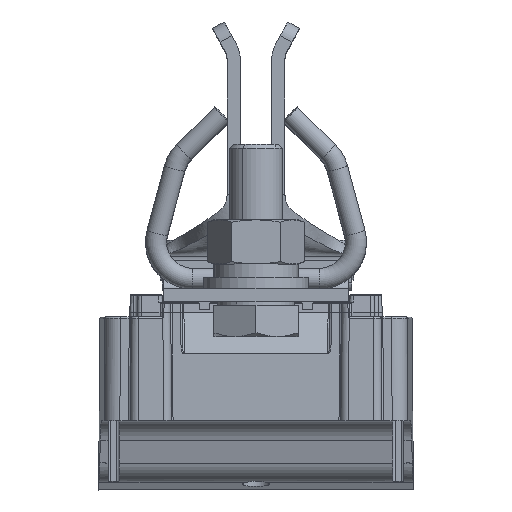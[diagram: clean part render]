
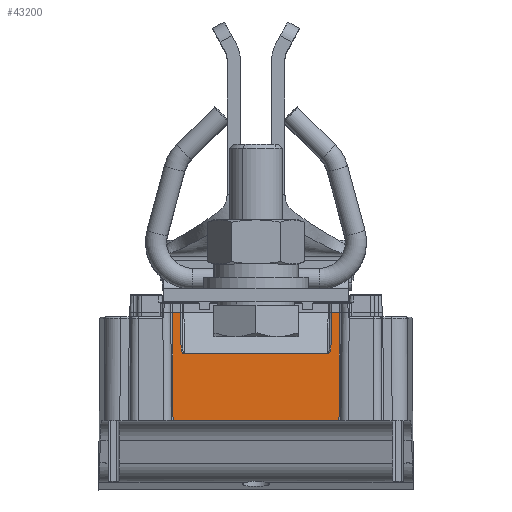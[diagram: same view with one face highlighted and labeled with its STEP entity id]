
A CAD part, top view. The second image highlights one B-rep face of the part: STEP entity #43200.
In plain terms, the highlighted face is planar.
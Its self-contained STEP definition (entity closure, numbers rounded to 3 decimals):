
#8341=CARTESIAN_POINT('',(15.895,-75.605,33.5));
#8943=DIRECTION('',(-1.,0.,0.));
#8944=VECTOR('',#8943,1.6);
#8945=CARTESIAN_POINT('',(15.895,-75.605,33.5));
#8946=LINE('',#8945,#8944);
#8957=DIRECTION('',(1.,0.,0.));
#8958=VECTOR('',#8957,1.6);
#8959=CARTESIAN_POINT('',(-15.895,-75.605,
33.5));
#8960=LINE('',#8959,#8958);
#8964=DIRECTION('',(0.006,-0.006,-1.));
#8965=VECTOR('',#8964,6.707);
#8966=CARTESIAN_POINT('',(-14.295,-75.605,
33.5));
#8967=LINE('',#8966,#8965);
#8971=DIRECTION('',(0.006,0.006,1.));
#8972=VECTOR('',#8971,6.707);
#8973=CARTESIAN_POINT('',(14.256,-75.644,26.793));
#8974=LINE('',#8973,#8972);
#8978=DIRECTION('',(-0.006,-0.006,-1.));
#8979=VECTOR('',#8978,20.501);
#8980=CARTESIAN_POINT('',(15.895,-75.605,33.5));
#8981=LINE('',#8980,#8979);
#8985=DIRECTION('',(-1.,0.,0.));
#8986=VECTOR('',#8985,31.551);
#8987=CARTESIAN_POINT('',(15.776,-75.724,13.));
#8988=LINE('',#8987,#8986);
#8992=DIRECTION('',(-0.006,0.006,1.));
#8993=VECTOR('',#8992,20.501);
#8994=CARTESIAN_POINT('',(-15.776,-75.724,
13.));
#8995=LINE('',#8994,#8993);
#9228=CARTESIAN_POINT('',(14.256,-75.644,26.793));
#9229=CARTESIAN_POINT('',(14.232,-75.646,26.547));
#9230=CARTESIAN_POINT('',(14.184,-75.648,26.157));
#9231=CARTESIAN_POINT('',(14.088,-75.649,26.027));
#9232=CARTESIAN_POINT('',(14.043,-75.649,25.924));
#9233=CARTESIAN_POINT('',(14.014,-75.65,25.878));
#9234=CARTESIAN_POINT('',(13.987,-75.65,25.841));
#9235=CARTESIAN_POINT('',(13.901,-75.65,25.755));
#9236=CARTESIAN_POINT('',(13.766,-75.651,25.663));
#9237=CARTESIAN_POINT('',(13.689,-75.651,25.652));
#9238=CARTESIAN_POINT('',(13.651,-75.651,25.654));
#9243=DIRECTION('',(-1.,0.,0.));
#9244=VECTOR('',#9243,27.302);
#9245=CARTESIAN_POINT('',(13.651,-75.651,25.654));
#9246=LINE('',#9245,#9244);
#9284=CARTESIAN_POINT('',(-13.651,-75.651,
25.654));
#9285=CARTESIAN_POINT('',(-13.692,-75.651,
25.652));
#9286=CARTESIAN_POINT('',(-13.772,-75.651,
25.665));
#9287=CARTESIAN_POINT('',(-13.895,-75.65,
25.751));
#9288=CARTESIAN_POINT('',(-13.989,-75.65,
25.846));
#9289=CARTESIAN_POINT('',(-14.014,-75.65,
25.882));
#9290=CARTESIAN_POINT('',(-14.046,-75.649,
25.922));
#9291=CARTESIAN_POINT('',(-14.086,-75.649,
26.028));
#9292=CARTESIAN_POINT('',(-14.186,-75.648,
26.161));
#9293=CARTESIAN_POINT('',(-14.232,-75.646,
26.549));
#9294=CARTESIAN_POINT('',(-14.256,-75.644,
26.793));
#24973=VERTEX_POINT('',#8341);
#25114=CARTESIAN_POINT('',(14.295,-75.605,
33.5));
#25115=VERTEX_POINT('',#25114);
#25116=CARTESIAN_POINT('',(-15.895,-75.605,
33.5));
#25117=CARTESIAN_POINT('',(-14.295,-75.605,
33.5));
#25118=VERTEX_POINT('',#25116);
#25119=VERTEX_POINT('',#25117);
#25120=CARTESIAN_POINT('',(-14.256,-75.644,
26.793));
#25121=VERTEX_POINT('',#25120);
#25122=VERTEX_POINT('',#9284);
#25123=CARTESIAN_POINT('',(13.651,-75.651,
25.654));
#25124=VERTEX_POINT('',#25123);
#25125=VERTEX_POINT('',#9228);
#25126=CARTESIAN_POINT('',(15.776,-75.724,
13.));
#25127=VERTEX_POINT('',#25126);
#25128=CARTESIAN_POINT('',(-15.776,-75.724,
13.));
#25129=VERTEX_POINT('',#25128);
#43174=CARTESIAN_POINT('',(0.,-75.8,0.));
#43175=DIRECTION('',(0.,-1.,0.006));
#43176=DIRECTION('',(-1.,0.,0.));
#43177=AXIS2_PLACEMENT_3D('',#43174,#43175,#43176);
#43178=PLANE('',#43177);
#43180=ORIENTED_EDGE('',*,*,#43179,.T.);
#43182=ORIENTED_EDGE('',*,*,#43181,.T.);
#43184=ORIENTED_EDGE('',*,*,#43183,.F.);
#43186=ORIENTED_EDGE('',*,*,#43185,.F.);
#43188=ORIENTED_EDGE('',*,*,#43187,.F.);
#43190=ORIENTED_EDGE('',*,*,#43189,.T.);
#43191=ORIENTED_EDGE('',*,*,#43160,.F.);
#43193=ORIENTED_EDGE('',*,*,#43192,.T.);
#43195=ORIENTED_EDGE('',*,*,#43194,.T.);
#43197=ORIENTED_EDGE('',*,*,#43196,.T.);
#43198=EDGE_LOOP('',(#43180,#43182,#43184,#43186,#43188,#43190,#43191,#43193,
#43195,#43197));
#43199=FACE_OUTER_BOUND('',#43198,.F.);
#9239=B_SPLINE_CURVE_WITH_KNOTS('',3,(#9228,#9229,#9230,#9231,#9232,#9233,#9234,
#9235,#9236,#9237,#9238),.UNSPECIFIED.,.F.,.F.,(4,1,1,1,1,1,1,1,4),(0.,
0.125,0.25,0.375,0.5,0.625,0.75,0.875,1.),.UNSPECIFIED.);
#9295=B_SPLINE_CURVE_WITH_KNOTS('',3,(#9284,#9285,#9286,#9287,#9288,#9289,#9290,
#9291,#9292,#9293,#9294),.UNSPECIFIED.,.F.,.F.,(4,1,1,1,1,1,1,1,4),(0.,
0.125,0.25,0.375,0.5,0.625,0.75,0.875,1.),.UNSPECIFIED.);
#43160=EDGE_CURVE('',#24973,#25115,#8946,.T.);
#43179=EDGE_CURVE('',#25118,#25119,#8960,.T.);
#43181=EDGE_CURVE('',#25119,#25121,#8967,.T.);
#43183=EDGE_CURVE('',#25122,#25121,#9295,.T.);
#43185=EDGE_CURVE('',#25124,#25122,#9246,.T.);
#43187=EDGE_CURVE('',#25125,#25124,#9239,.T.);
#43189=EDGE_CURVE('',#25125,#25115,#8974,.T.);
#43192=EDGE_CURVE('',#24973,#25127,#8981,.T.);
#43194=EDGE_CURVE('',#25127,#25129,#8988,.T.);
#43196=EDGE_CURVE('',#25129,#25118,#8995,.T.);
#43200=ADVANCED_FACE('',(#43199),#43178,.T.);
